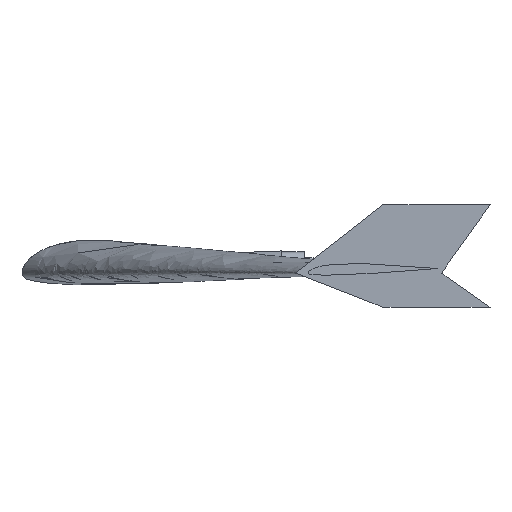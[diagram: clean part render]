
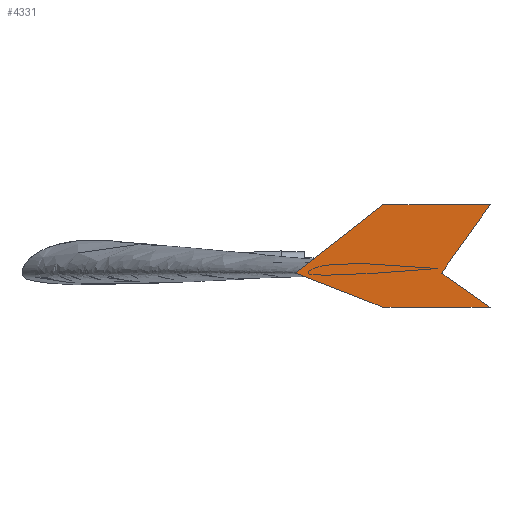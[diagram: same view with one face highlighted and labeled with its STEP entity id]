
A CAD part, front view. The second image highlights one B-rep face of the part: STEP entity #4331.
In plain terms, the highlighted planar face has unit normal (0, -1, 0).
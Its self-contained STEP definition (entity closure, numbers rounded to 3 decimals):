
#3026 = SURFACE_OF_LINEAR_EXTRUSION('',#3027,#3035);
#3027 = B_SPLINE_CURVE_WITH_KNOTS('',1,(#3028,#3029,#3030,#3031,#3032,
    #3033,#3034),.UNSPECIFIED.,.T.,.F.,(2,1,1,1,1,1,2),(0.,
    0.483,1.033,1.338,1.768,
    2.318,2.888),.UNSPECIFIED.);
#3028 = CARTESIAN_POINT('',(0.457,-1.198,0.));
#3029 = CARTESIAN_POINT('',(0.603,-1.198,
    -0.057));
#3030 = CARTESIAN_POINT('',(0.782,-1.198,
    -0.057));
#3031 = CARTESIAN_POINT('',(0.701,-1.198,0.));
#3032 = CARTESIAN_POINT('',(0.782,-1.198,0.114
    ));
#3033 = CARTESIAN_POINT('',(0.603,-1.198,
    0.114));
#3034 = CARTESIAN_POINT('',(0.457,-1.198,0.));
#3035 = VECTOR('',#3036,1.);
#3036 = DIRECTION('',(-0.,-1.,0.));
#3155 = VERTEX_POINT('',#3156);
#3156 = CARTESIAN_POINT('',(0.457,-1.198,0.));
#3179 = EDGE_CURVE('',#3155,#3155,#3180,.T.);
#3180 = SURFACE_CURVE('',#3181,(#3189,#3196),.PCURVE_S1.);
#3181 = B_SPLINE_CURVE_WITH_KNOTS('',1,(#3182,#3183,#3184,#3185,#3186,
    #3187,#3188),.UNSPECIFIED.,.T.,.F.,(2,1,1,1,1,1,2),(0.,
    0.483,1.033,1.338,1.768,
    2.318,2.888),.UNSPECIFIED.);
#3182 = CARTESIAN_POINT('',(0.457,-1.198,0.));
#3183 = CARTESIAN_POINT('',(0.603,-1.198,
    -0.057));
#3184 = CARTESIAN_POINT('',(0.782,-1.198,
    -0.057));
#3185 = CARTESIAN_POINT('',(0.701,-1.198,0.));
#3186 = CARTESIAN_POINT('',(0.782,-1.198,0.114
    ));
#3187 = CARTESIAN_POINT('',(0.603,-1.198,
    0.114));
#3188 = CARTESIAN_POINT('',(0.457,-1.198,0.));
#3189 = PCURVE('',#3026,#3190);
#3190 = DEFINITIONAL_REPRESENTATION('',(#3191),#3195);
#3191 = LINE('',#3192,#3193);
#3192 = CARTESIAN_POINT('',(0.,0.));
#3193 = VECTOR('',#3194,1.);
#3194 = DIRECTION('',(1.,0.));
#3195 = ( GEOMETRIC_REPRESENTATION_CONTEXT(2) 
PARAMETRIC_REPRESENTATION_CONTEXT() REPRESENTATION_CONTEXT('2D SPACE',''
  ) );
#3196 = PCURVE('',#3197,#3202);
#3197 = PLANE('',#3198);
#3198 = AXIS2_PLACEMENT_3D('',#3199,#3200,#3201);
#3199 = CARTESIAN_POINT('',(0.646,-1.198,
    0.023));
#3200 = DIRECTION('',(-0.,1.,0.));
#3201 = DIRECTION('',(-1.,0.,0.));
#3202 = DEFINITIONAL_REPRESENTATION('',(#3203),#3211);
#3203 = B_SPLINE_CURVE_WITH_KNOTS('',1,(#3204,#3205,#3206,#3207,#3208,
    #3209,#3210),.UNSPECIFIED.,.T.,.F.,(2,1,1,1,1,1,2),(0.,
    0.483,1.033,1.338,1.768,
    2.318,2.888),.UNSPECIFIED.);
#3204 = CARTESIAN_POINT('',(0.189,-0.023));
#3205 = CARTESIAN_POINT('',(0.043,-0.08));
#3206 = CARTESIAN_POINT('',(-0.136,-0.08));
#3207 = CARTESIAN_POINT('',(-0.055,-0.023));
#3208 = CARTESIAN_POINT('',(-0.136,0.091));
#3209 = CARTESIAN_POINT('',(0.043,0.091));
#3210 = CARTESIAN_POINT('',(0.189,-0.023));
#3211 = ( GEOMETRIC_REPRESENTATION_CONTEXT(2) 
PARAMETRIC_REPRESENTATION_CONTEXT() REPRESENTATION_CONTEXT('2D SPACE',''
  ) );
#4331 = ADVANCED_FACE('',(#4332),#3197,.F.);
#4332 = FACE_BOUND('',#4333,.T.);
#4333 = EDGE_LOOP('',(#4334));
#4334 = ORIENTED_EDGE('',*,*,#3179,.T.);
